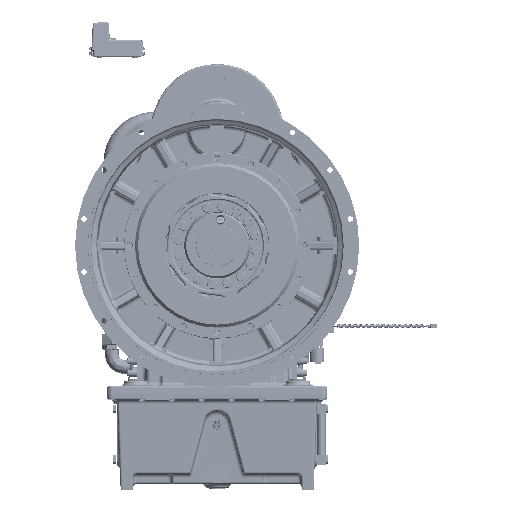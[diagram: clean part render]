
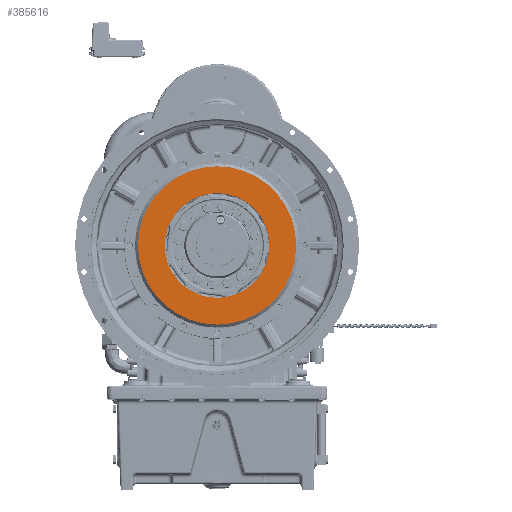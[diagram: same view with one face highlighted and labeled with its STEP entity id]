
A CAD part, top view. The second image highlights one B-rep face of the part: STEP entity #385616.
In plain terms, the highlighted planar face has unit normal (0, 0, 1).
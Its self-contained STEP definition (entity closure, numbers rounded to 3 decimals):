
#18119 = AXIS2_PLACEMENT_3D ( 'NONE', #389740, #275936, #421327 ) ;
#33478 = VERTEX_POINT ( 'NONE', #41764 ) ;
#41764 = CARTESIAN_POINT ( 'NONE',  ( 131., 0., 45.38 ) ) ;
#49506 = DIRECTION ( 'NONE',  ( 1., 0., 0. ) ) ;
#64573 = DIRECTION ( 'NONE',  ( -1., 0., 0. ) ) ;
#72184 = ORIENTED_EDGE ( 'NONE', *, *, #163778, .F. ) ;
#87358 = CARTESIAN_POINT ( 'NONE',  ( -198., 0., 45.38 ) ) ;
#91947 = FACE_BOUND ( 'NONE', #417146, .T. ) ;
#108042 = CARTESIAN_POINT ( 'NONE',  ( 0., 0., 45.38 ) ) ;
#145815 = CIRCLE ( 'NONE', #432093, 131. ) ;
#149661 = VERTEX_POINT ( 'NONE', #216039 ) ;
#163778 = EDGE_CURVE ( 'NONE', #391469, #467124, #209673, .T. ) ;
#164510 = FACE_OUTER_BOUND ( 'NONE', #371588, .T. ) ;
#183008 = DIRECTION ( 'NONE',  ( 0., 0., -1. ) ) ;
#184549 = CARTESIAN_POINT ( 'NONE',  ( 0., 0., 45.38 ) ) ;
#190729 = CIRCLE ( 'NONE', #453523, 198. ) ;
#196227 = ORIENTED_EDGE ( 'NONE', *, *, #313129, .F. ) ;
#209673 = CIRCLE ( 'NONE', #340976, 198. ) ;
#216039 = CARTESIAN_POINT ( 'NONE',  ( -131., 0., 45.38 ) ) ;
#233017 = DIRECTION ( 'NONE',  ( -1., 0., 0. ) ) ;
#233554 = CARTESIAN_POINT ( 'NONE',  ( 0., 0., 45.38 ) ) ;
#259670 = DIRECTION ( 'NONE',  ( 0., 0., 1. ) ) ;
#264510 = CARTESIAN_POINT ( 'NONE',  ( 0., 0., 45.38 ) ) ;
#275936 = DIRECTION ( 'NONE',  ( 0., 0., -1. ) ) ;
#295965 = EDGE_CURVE ( 'NONE', #149661, #33478, #145815, .T. ) ;
#313129 = EDGE_CURVE ( 'NONE', #33478, #149661, #363724, .T. ) ;
#323827 = EDGE_CURVE ( 'NONE', #467124, #391469, #190729, .T. ) ;
#340976 = AXIS2_PLACEMENT_3D ( 'NONE', #264510, #455752, #233017 ) ;
#350983 = PLANE ( 'NONE',  #18119 ) ;
#351434 = ORIENTED_EDGE ( 'NONE', *, *, #295965, .F. ) ;
#363724 = CIRCLE ( 'NONE', #379024, 131. ) ;
#371588 = EDGE_LOOP ( 'NONE', ( #411964, #72184 ) ) ;
#379024 = AXIS2_PLACEMENT_3D ( 'NONE', #184549, #259670, #448480 ) ;
#381232 = DIRECTION ( 'NONE',  ( 0., 0., 1. ) ) ;
#385616 = ADVANCED_FACE ( 'NONE', ( #91947, #164510 ), #350983, .F. ) ;
#389740 = CARTESIAN_POINT ( 'NONE',  ( 0., 0., 45.38 ) ) ;
#391469 = VERTEX_POINT ( 'NONE', #456877 ) ;
#411964 = ORIENTED_EDGE ( 'NONE', *, *, #323827, .F. ) ;
#417146 = EDGE_LOOP ( 'NONE', ( #196227, #351434 ) ) ;
#421327 = DIRECTION ( 'NONE',  ( -1., 0., 0. ) ) ;
#432093 = AXIS2_PLACEMENT_3D ( 'NONE', #233554, #381232, #49506 ) ;
#448480 = DIRECTION ( 'NONE',  ( 1., 0., 0. ) ) ;
#453523 = AXIS2_PLACEMENT_3D ( 'NONE', #108042, #183008, #64573 ) ;
#455752 = DIRECTION ( 'NONE',  ( 0., 0., -1. ) ) ;
#456877 = CARTESIAN_POINT ( 'NONE',  ( 198., 0., 45.38 ) ) ;
#467124 = VERTEX_POINT ( 'NONE', #87358 ) ;
